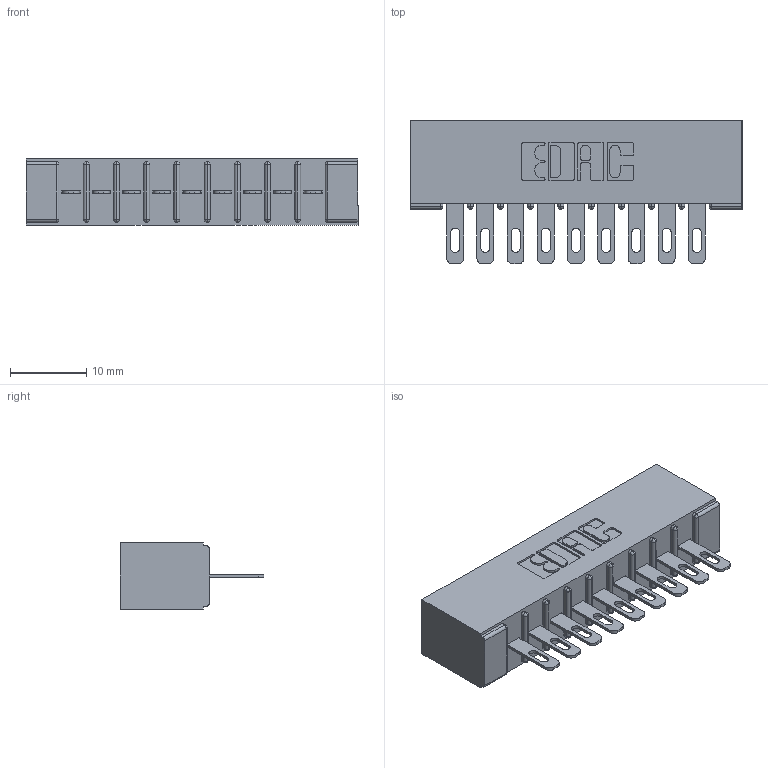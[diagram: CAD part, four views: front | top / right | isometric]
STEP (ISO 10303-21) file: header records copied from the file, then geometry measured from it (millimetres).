
FILE_DESCRIPTION (( 'STEP AP203' ), '1' );
FILE_NAME ('356-009-400-101.STEP', '2020-09-23T09:23:51', ( '' ), ( '' ), 'SwSTEP 2.0', 'SolidWorks 2020', '' );
FILE_SCHEMA (( 'CONFIG_CONTROL_DESIGN' ));
Length unit declared in the file: inch
Products named in the file (3): 356-009-400-101; 306-290-001_100; 306 Part_No Mounting
Assembly tree (10 placements, depth 2):
  356-009-400-101
    306 Part_No Mounting
    306-290-001_100  x9
Bounding box: 43.54 x 18.87 x 8.71 mm (x, y, z)
Volume: 3221.7 mm3; surface area: 4764.8 mm2
Topology: 10 solids, 10 shells, 792 faces, 2227 edges, 1434 vertices
Faces by surface type: plane 514, cylinder 242, sphere 36
Entity records: 12554 total; most frequent: CARTESIAN_POINT 2102, ORIENTED_EDGE 2078, DIRECTION 2077, EDGE_CURVE 1039, VECTOR 795, LINE 795, VERTEX_POINT 666, AXIS2_PLACEMENT_3D 641
